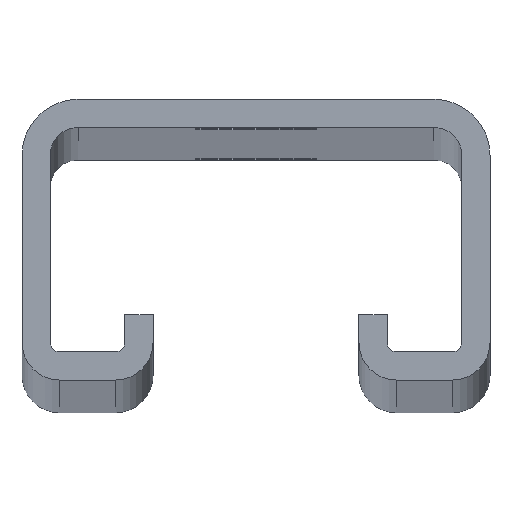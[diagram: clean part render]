
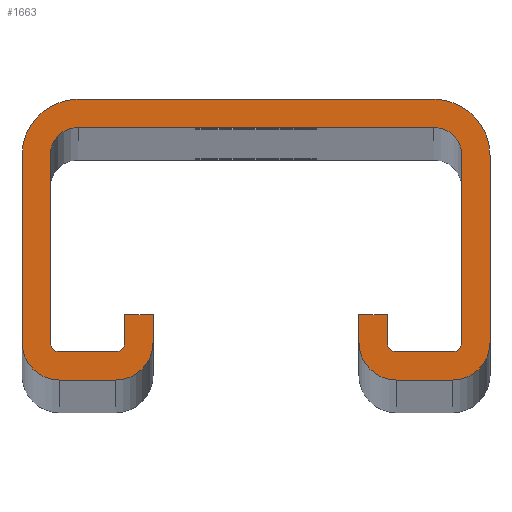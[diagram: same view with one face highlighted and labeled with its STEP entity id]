
A CAD part, top view. The second image highlights one B-rep face of the part: STEP entity #1663.
In plain terms, the highlighted planar face has unit normal (0, 0, 1).
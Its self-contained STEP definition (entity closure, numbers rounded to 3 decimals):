
#54=DIRECTION('',(-1.,0.,0.));
#55=VECTOR('',#54,38.);
#56=CARTESIAN_POINT('',(19.,13.,1201.5));
#57=LINE('',#56,#55);
#98=DIRECTION('',(1.,0.,0.));
#99=VECTOR('',#98,38.);
#100=CARTESIAN_POINT('',(-19.,16.,1201.5));
#101=LINE('',#100,#99);
#346=DIRECTION('',(0.,1.,0.));
#347=VECTOR('',#346,20.);
#348=CARTESIAN_POINT('',(-25.,-10.,1201.5));
#349=LINE('',#348,#347);
#362=DIRECTION('',(-1.,0.,0.));
#363=VECTOR('',#362,6.);
#364=CARTESIAN_POINT('',(-15.,-14.,1201.5));
#365=LINE('',#364,#363);
#374=DIRECTION('',(0.,-1.,0.));
#375=VECTOR('',#374,3.);
#376=CARTESIAN_POINT('',(-11.,-7.,1201.5));
#377=LINE('',#376,#375);
#386=DIRECTION('',(1.,0.,0.));
#387=VECTOR('',#386,3.);
#388=CARTESIAN_POINT('',(-14.,-7.,1201.5));
#389=LINE('',#388,#387);
#402=DIRECTION('',(0.,1.,0.));
#403=VECTOR('',#402,3.);
#404=CARTESIAN_POINT('',(-14.,-10.,1201.5));
#405=LINE('',#404,#403);
#418=DIRECTION('',(1.,0.,0.));
#419=VECTOR('',#418,6.);
#420=CARTESIAN_POINT('',(-21.,-11.,1201.5));
#421=LINE('',#420,#419);
#430=DIRECTION('',(0.,-1.,0.));
#431=VECTOR('',#430,20.);
#432=CARTESIAN_POINT('',(-22.,10.,1201.5));
#433=LINE('',#432,#431);
#506=DIRECTION('',(0.,-1.,0.));
#507=VECTOR('',#506,20.);
#508=CARTESIAN_POINT('',(25.,10.,1201.5));
#509=LINE('',#508,#507);
#518=CARTESIAN_POINT('',(21.,-10.,1201.5));
#519=DIRECTION('',(0.,0.,1.));
#520=DIRECTION('',(0.,-1.,0.));
#521=AXIS2_PLACEMENT_3D('',#518,#519,#520);
#523=CARTESIAN_POINT('',(15.,-10.,1201.5));
#524=DIRECTION('',(0.,0.,1.));
#525=DIRECTION('',(-1.,0.,0.));
#526=AXIS2_PLACEMENT_3D('',#523,#524,#525);
#528=CARTESIAN_POINT('',(15.,-10.,1201.5));
#529=DIRECTION('',(0.,0.,-1.));
#530=DIRECTION('',(0.,-1.,0.));
#531=AXIS2_PLACEMENT_3D('',#528,#529,#530);
#533=CARTESIAN_POINT('',(21.,-10.,1201.5));
#534=DIRECTION('',(0.,0.,-1.));
#535=DIRECTION('',(1.,0.,0.));
#536=AXIS2_PLACEMENT_3D('',#533,#534,#535);
#538=CARTESIAN_POINT('',(19.,10.,1201.5));
#539=DIRECTION('',(0.,0.,-1.));
#540=DIRECTION('',(0.,1.,0.));
#541=AXIS2_PLACEMENT_3D('',#538,#539,#540);
#543=CARTESIAN_POINT('',(-19.,10.,1201.5));
#544=DIRECTION('',(0.,0.,-1.));
#545=DIRECTION('',(-1.,0.,0.));
#546=AXIS2_PLACEMENT_3D('',#543,#544,#545);
#548=CARTESIAN_POINT('',(-21.,-10.,1201.5));
#549=DIRECTION('',(0.,0.,-1.));
#550=DIRECTION('',(0.,-1.,0.));
#551=AXIS2_PLACEMENT_3D('',#548,#549,#550);
#553=CARTESIAN_POINT('',(-15.,-10.,1201.5));
#554=DIRECTION('',(0.,0.,-1.));
#555=DIRECTION('',(1.,0.,0.));
#556=AXIS2_PLACEMENT_3D('',#553,#554,#555);
#558=CARTESIAN_POINT('',(-15.,-10.,1201.5));
#559=DIRECTION('',(0.,0.,1.));
#560=DIRECTION('',(0.,-1.,0.));
#561=AXIS2_PLACEMENT_3D('',#558,#559,#560);
#563=CARTESIAN_POINT('',(-21.,-10.,1201.5));
#564=DIRECTION('',(0.,0.,1.));
#565=DIRECTION('',(-1.,0.,0.));
#566=AXIS2_PLACEMENT_3D('',#563,#564,#565);
#568=CARTESIAN_POINT('',(-19.,10.,1201.5));
#569=DIRECTION('',(0.,0.,1.));
#570=DIRECTION('',(0.,1.,0.));
#571=AXIS2_PLACEMENT_3D('',#568,#569,#570);
#573=CARTESIAN_POINT('',(19.,10.,1201.5));
#574=DIRECTION('',(0.,0.,1.));
#575=DIRECTION('',(1.,0.,0.));
#576=AXIS2_PLACEMENT_3D('',#573,#574,#575);
#594=DIRECTION('',(-1.,0.,0.));
#595=VECTOR('',#594,6.);
#596=CARTESIAN_POINT('',(21.,-14.,1201.5));
#597=LINE('',#596,#595);
#610=DIRECTION('',(0.,1.,0.));
#611=VECTOR('',#610,3.);
#612=CARTESIAN_POINT('',(11.,-10.,1201.5));
#613=LINE('',#612,#611);
#618=DIRECTION('',(1.,0.,0.));
#619=VECTOR('',#618,3.);
#620=CARTESIAN_POINT('',(11.,-7.,1201.5));
#621=LINE('',#620,#619);
#634=DIRECTION('',(0.,-1.,0.));
#635=VECTOR('',#634,3.);
#636=CARTESIAN_POINT('',(14.,-7.,1201.5));
#637=LINE('',#636,#635);
#650=DIRECTION('',(1.,0.,0.));
#651=VECTOR('',#650,6.);
#652=CARTESIAN_POINT('',(15.,-11.,1201.5));
#653=LINE('',#652,#651);
#662=DIRECTION('',(0.,1.,0.));
#663=VECTOR('',#662,20.);
#664=CARTESIAN_POINT('',(22.,-10.,1201.5));
#665=LINE('',#664,#663);
#674=CARTESIAN_POINT('',(19.,13.,1201.5));
#675=CARTESIAN_POINT('',(-19.,13.,1201.5));
#676=VERTEX_POINT('',#674);
#677=VERTEX_POINT('',#675);
#678=CARTESIAN_POINT('',(-11.,-7.,1201.5));
#679=CARTESIAN_POINT('',(-11.,-10.,1201.5));
#680=VERTEX_POINT('',#678);
#681=VERTEX_POINT('',#679);
#682=CARTESIAN_POINT('',(-22.,10.,1201.5));
#683=CARTESIAN_POINT('',(-22.,-10.,1201.5));
#684=VERTEX_POINT('',#682);
#685=VERTEX_POINT('',#683);
#686=CARTESIAN_POINT('',(25.,10.,1201.5));
#687=CARTESIAN_POINT('',(25.,-10.,1201.5));
#688=VERTEX_POINT('',#686);
#689=VERTEX_POINT('',#687);
#690=CARTESIAN_POINT('',(21.,-14.,1201.5));
#691=VERTEX_POINT('',#690);
#692=CARTESIAN_POINT('',(11.,-7.,1201.5));
#693=CARTESIAN_POINT('',(14.,-7.,1201.5));
#694=VERTEX_POINT('',#692);
#695=VERTEX_POINT('',#693);
#696=CARTESIAN_POINT('',(11.,-10.,1201.5));
#697=CARTESIAN_POINT('',(15.,-14.,1201.5));
#698=VERTEX_POINT('',#696);
#699=VERTEX_POINT('',#697);
#700=CARTESIAN_POINT('',(-19.,16.,1201.5));
#701=CARTESIAN_POINT('',(19.,16.,1201.5));
#702=VERTEX_POINT('',#700);
#703=VERTEX_POINT('',#701);
#704=CARTESIAN_POINT('',(-21.,-11.,1201.5));
#705=VERTEX_POINT('',#704);
#706=CARTESIAN_POINT('',(-25.,-10.,1201.5));
#707=CARTESIAN_POINT('',(-21.,-14.,1201.5));
#708=VERTEX_POINT('',#706);
#709=VERTEX_POINT('',#707);
#710=CARTESIAN_POINT('',(22.,-10.,1201.5));
#711=CARTESIAN_POINT('',(22.,10.,1201.5));
#712=VERTEX_POINT('',#710);
#713=VERTEX_POINT('',#711);
#714=CARTESIAN_POINT('',(-25.,10.,1201.5));
#715=VERTEX_POINT('',#714);
#716=CARTESIAN_POINT('',(15.,-11.,1201.5));
#717=CARTESIAN_POINT('',(14.,-10.,1201.5));
#718=VERTEX_POINT('',#716);
#719=VERTEX_POINT('',#717);
#720=CARTESIAN_POINT('',(21.,-11.,1201.5));
#721=VERTEX_POINT('',#720);
#722=CARTESIAN_POINT('',(-15.,-14.,1201.5));
#723=VERTEX_POINT('',#722);
#724=CARTESIAN_POINT('',(-14.,-10.,1201.5));
#725=CARTESIAN_POINT('',(-15.,-11.,1201.5));
#726=VERTEX_POINT('',#724);
#727=VERTEX_POINT('',#725);
#728=CARTESIAN_POINT('',(-14.,-7.,1201.5));
#729=VERTEX_POINT('',#728);
#1617=CARTESIAN_POINT('',(-407.25,-17.,1201.5));
#1618=DIRECTION('',(0.,0.,-1.));
#1619=DIRECTION('',(1.,0.,0.));
#1620=AXIS2_PLACEMENT_3D('',#1617,#1618,#1619);
#1621=PLANE('',#1620);
#1622=ORIENTED_EDGE('',*,*,#1599,.T.);
#1624=ORIENTED_EDGE('',*,*,#1623,.F.);
#1626=ORIENTED_EDGE('',*,*,#1625,.T.);
#1628=ORIENTED_EDGE('',*,*,#1627,.F.);
#1630=ORIENTED_EDGE('',*,*,#1629,.T.);
#1632=ORIENTED_EDGE('',*,*,#1631,.T.);
#1634=ORIENTED_EDGE('',*,*,#1633,.T.);
#1636=ORIENTED_EDGE('',*,*,#1635,.F.);
#1638=ORIENTED_EDGE('',*,*,#1637,.T.);
#1640=ORIENTED_EDGE('',*,*,#1639,.F.);
#1642=ORIENTED_EDGE('',*,*,#1641,.T.);
#1644=ORIENTED_EDGE('',*,*,#1643,.F.);
#1645=ORIENTED_EDGE('',*,*,#893,.T.);
#1646=ORIENTED_EDGE('',*,*,#1535,.F.);
#1647=ORIENTED_EDGE('',*,*,#1521,.T.);
#1648=ORIENTED_EDGE('',*,*,#1506,.F.);
#1649=ORIENTED_EDGE('',*,*,#1491,.T.);
#1650=ORIENTED_EDGE('',*,*,#1476,.F.);
#1651=ORIENTED_EDGE('',*,*,#1461,.T.);
#1652=ORIENTED_EDGE('',*,*,#1446,.T.);
#1653=ORIENTED_EDGE('',*,*,#1431,.T.);
#1654=ORIENTED_EDGE('',*,*,#1416,.F.);
#1655=ORIENTED_EDGE('',*,*,#1401,.T.);
#1656=ORIENTED_EDGE('',*,*,#1386,.F.);
#1657=ORIENTED_EDGE('',*,*,#1371,.T.);
#1658=ORIENTED_EDGE('',*,*,#1356,.F.);
#1659=ORIENTED_EDGE('',*,*,#984,.T.);
#1660=ORIENTED_EDGE('',*,*,#1612,.F.);
#1661=EDGE_LOOP('',(#1622,#1624,#1626,#1628,#1630,#1632,#1634,#1636,#1638,#1640,
#1642,#1644,#1645,#1646,#1647,#1648,#1649,#1650,#1651,#1652,#1653,#1654,#1655,
#1656,#1657,#1658,#1659,#1660));
#1662=FACE_OUTER_BOUND('',#1661,.F.);
#1663=ADVANCED_FACE('',(#1662),#1621,.F.);
#522=CIRCLE('',#521,4.);
#527=CIRCLE('',#526,4.);
#532=CIRCLE('',#531,1.);
#537=CIRCLE('',#536,1.);
#542=CIRCLE('',#541,3.);
#547=CIRCLE('',#546,3.);
#552=CIRCLE('',#551,1.);
#557=CIRCLE('',#556,1.);
#562=CIRCLE('',#561,4.);
#567=CIRCLE('',#566,4.);
#572=CIRCLE('',#571,6.);
#577=CIRCLE('',#576,6.);
#893=EDGE_CURVE('',#676,#677,#57,.T.);
#984=EDGE_CURVE('',#702,#703,#101,.T.);
#1356=EDGE_CURVE('',#702,#715,#572,.T.);
#1371=EDGE_CURVE('',#708,#715,#349,.T.);
#1386=EDGE_CURVE('',#708,#709,#567,.T.);
#1401=EDGE_CURVE('',#723,#709,#365,.T.);
#1416=EDGE_CURVE('',#723,#681,#562,.T.);
#1431=EDGE_CURVE('',#680,#681,#377,.T.);
#1446=EDGE_CURVE('',#729,#680,#389,.T.);
#1461=EDGE_CURVE('',#726,#729,#405,.T.);
#1476=EDGE_CURVE('',#726,#727,#557,.T.);
#1491=EDGE_CURVE('',#705,#727,#421,.T.);
#1506=EDGE_CURVE('',#705,#685,#552,.T.);
#1521=EDGE_CURVE('',#684,#685,#433,.T.);
#1535=EDGE_CURVE('',#684,#677,#547,.T.);
#1599=EDGE_CURVE('',#688,#689,#509,.T.);
#1612=EDGE_CURVE('',#688,#703,#577,.T.);
#1623=EDGE_CURVE('',#691,#689,#522,.T.);
#1625=EDGE_CURVE('',#691,#699,#597,.T.);
#1627=EDGE_CURVE('',#698,#699,#527,.T.);
#1629=EDGE_CURVE('',#698,#694,#613,.T.);
#1631=EDGE_CURVE('',#694,#695,#621,.T.);
#1633=EDGE_CURVE('',#695,#719,#637,.T.);
#1635=EDGE_CURVE('',#718,#719,#532,.T.);
#1637=EDGE_CURVE('',#718,#721,#653,.T.);
#1639=EDGE_CURVE('',#712,#721,#537,.T.);
#1641=EDGE_CURVE('',#712,#713,#665,.T.);
#1643=EDGE_CURVE('',#676,#713,#542,.T.);
